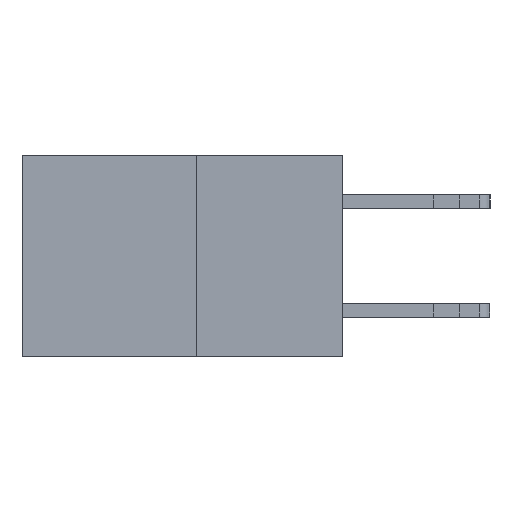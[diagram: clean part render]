
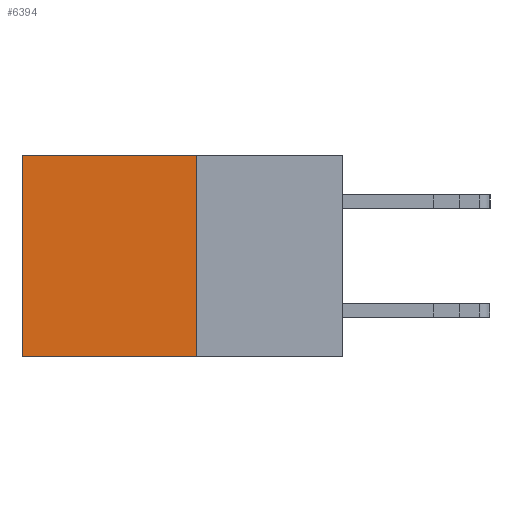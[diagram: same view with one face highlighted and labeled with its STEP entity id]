
A CAD part, left-side view. The second image highlights one B-rep face of the part: STEP entity #6394.
In plain terms, the highlighted planar face has unit normal (-1, 0, 0).
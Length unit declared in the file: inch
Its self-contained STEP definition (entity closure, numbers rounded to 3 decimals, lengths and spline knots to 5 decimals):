
#867 = VECTOR ( 'NONE', #10312, 39.37008 ) ;
#993 = CARTESIAN_POINT ( 'NONE',  ( 0.277, 0.27, 0. ) ) ;
#1235 = LINE ( 'NONE', #6304, #867 ) ;
#1472 = CARTESIAN_POINT ( 'NONE',  ( 0.277, 0.27, -0.37 ) ) ;
#1492 = CARTESIAN_POINT ( 'NONE',  ( 0.277, 0.27, -0.37 ) ) ;
#1496 = ORIENTED_EDGE ( 'NONE', *, *, #7309, .T. ) ;
#1685 = DIRECTION ( 'NONE',  ( 0., 0., -1. ) ) ;
#2031 = DIRECTION ( 'NONE',  ( 0., 1., 0. ) ) ;
#2076 = CARTESIAN_POINT ( 'NONE',  ( 0.277, 0.59, -0.37 ) ) ;
#2182 = VECTOR ( 'NONE', #2031, 39.37008 ) ;
#3546 = LINE ( 'NONE', #2076, #9527 ) ;
#4606 = ORIENTED_EDGE ( 'NONE', *, *, #5905, .F. ) ;
#4912 = VERTEX_POINT ( 'NONE', #1492 ) ;
#4945 = EDGE_CURVE ( 'NONE', #10797, #6763, #7710, .T. ) ;
#5012 = DIRECTION ( 'NONE',  ( 0., 0., -1. ) ) ;
#5905 = EDGE_CURVE ( 'NONE', #4912, #8292, #1235, .T. ) ;
#6304 = CARTESIAN_POINT ( 'NONE',  ( 0.277, 0.27, -0.37 ) ) ;
#6394 = ADVANCED_FACE ( 'NONE', ( #10241 ), #7299, .F. ) ;
#6763 = VERTEX_POINT ( 'NONE', #8070 ) ;
#7299 = PLANE ( 'NONE',  #14416 ) ;
#7309 = EDGE_CURVE ( 'NONE', #6763, #8292, #3546, .T. ) ;
#7710 = LINE ( 'NONE', #993, #2182 ) ;
#8070 = CARTESIAN_POINT ( 'NONE',  ( 0.277, 0.59, 0. ) ) ;
#8149 = ORIENTED_EDGE ( 'NONE', *, *, #10230, .F. ) ;
#8292 = VERTEX_POINT ( 'NONE', #8411 ) ;
#8411 = CARTESIAN_POINT ( 'NONE',  ( 0.277, 0.59, -0.37 ) ) ;
#8790 = CARTESIAN_POINT ( 'NONE',  ( 0.277, 0.27, -0.37 ) ) ;
#9527 = VECTOR ( 'NONE', #11463, 39.37008 ) ;
#9670 = CARTESIAN_POINT ( 'NONE',  ( 0.277, 0.27, 0. ) ) ;
#9769 = VECTOR ( 'NONE', #1685, 39.37008 ) ;
#10230 = EDGE_CURVE ( 'NONE', #10797, #4912, #13194, .T. ) ;
#10241 = FACE_OUTER_BOUND ( 'NONE', #12167, .T. ) ;
#10312 = DIRECTION ( 'NONE',  ( 0., 1., 0. ) ) ;
#10797 = VERTEX_POINT ( 'NONE', #9670 ) ;
#11225 = ORIENTED_EDGE ( 'NONE', *, *, #4945, .T. ) ;
#11463 = DIRECTION ( 'NONE',  ( 0., 0., -1. ) ) ;
#12047 = DIRECTION ( 'NONE',  ( 1., 0., 0. ) ) ;
#12167 = EDGE_LOOP ( 'NONE', ( #1496, #4606, #8149, #11225 ) ) ;
#13194 = LINE ( 'NONE', #8790, #9769 ) ;
#14416 = AXIS2_PLACEMENT_3D ( 'NONE', #1472, #12047, #5012 ) ;
